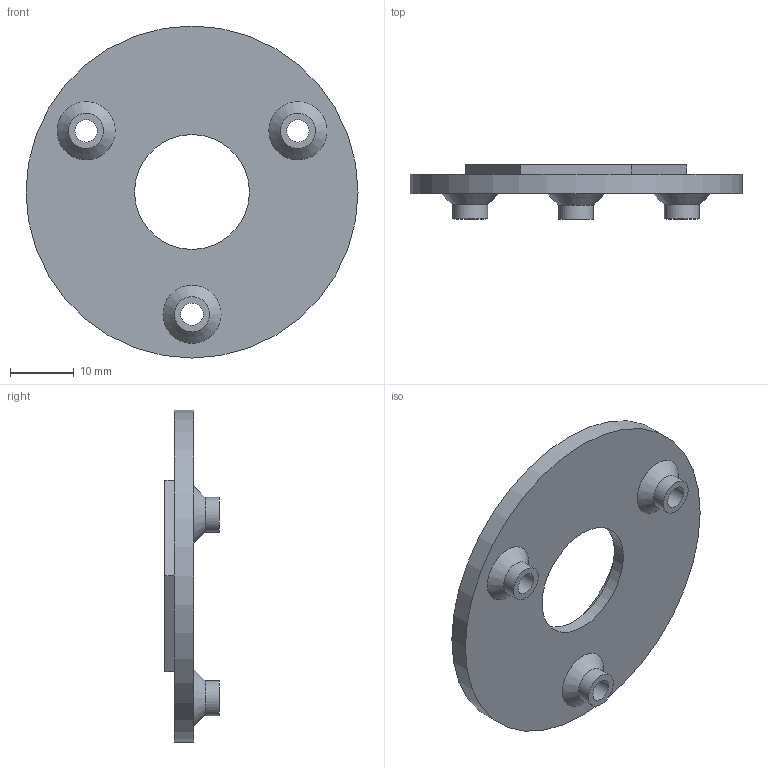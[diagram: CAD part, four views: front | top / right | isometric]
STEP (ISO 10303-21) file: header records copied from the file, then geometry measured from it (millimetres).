
FILE_DESCRIPTION(/* description */ ('STEP AP214'),/* implementation_level */ '2;1');
FILE_NAME(/* name */ '681941f950d50a4ee4875a53',/* time_stamp */ '2025-05-05T22:55:54Z',/* author */ (''),/* organization */ (''),/* preprocessor_version */ 'ST-DEVELOPER v20',/* originating_system */ 'ONSHAPE BY PTC INC, 1.197',/* authorisation */ ' ');
FILE_SCHEMA (('AUTOMOTIVE_DESIGN {1 0 10303 214 3 1 1}'));
Length unit declared in the file: metre
Products named in the file (1): Part 1
Bounding box: 52 x 8.5 x 52 mm (x, y, z)
Volume: 6071.5 mm3; surface area: 5025.8 mm2
Topology: 1 solids, 1 shells, 25 faces, 58 edges, 40 vertices
Faces by surface type: plane 13, cylinder 9, cone 3
Full cylindrical faces by diameter (mm): 3.5 x3, 5.5 x3, 18 x1, 24.15 x1, 52 x1
Entity records: 648 total; most frequent: DIRECTION 112, CARTESIAN_POINT 98, ORIENTED_EDGE 78, EDGE_LOOP 50, FACE_BOUND 50, AXIS2_PLACEMENT_3D 47, EDGE_CURVE 39, VERTEX_POINT 33
